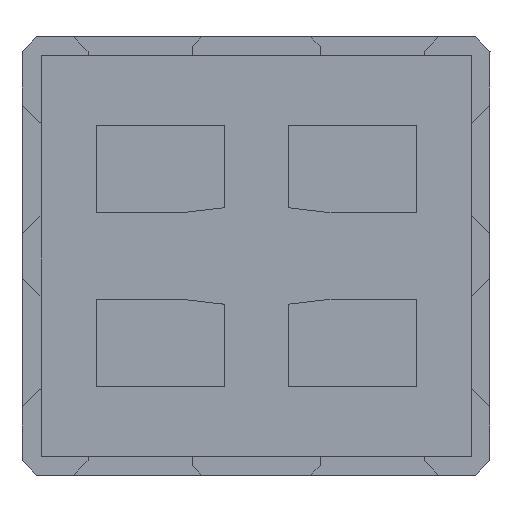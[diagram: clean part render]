
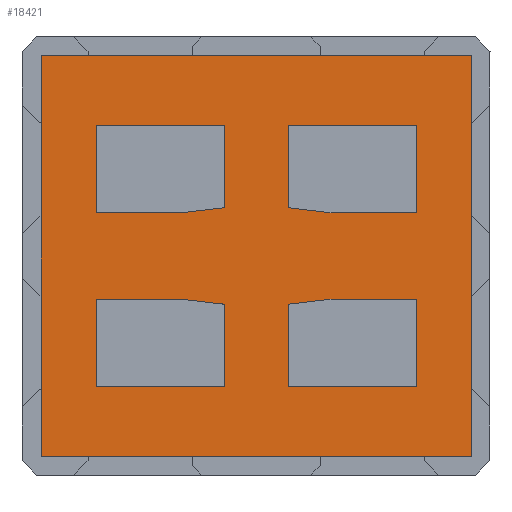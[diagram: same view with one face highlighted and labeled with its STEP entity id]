
A CAD part, front view. The second image highlights one B-rep face of the part: STEP entity #18421.
In plain terms, the highlighted planar face has unit normal (0, -1, 0).
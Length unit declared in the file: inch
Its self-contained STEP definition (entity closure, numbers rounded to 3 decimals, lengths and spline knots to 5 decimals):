
#7775=DIRECTION('',(0.,0.,-1.));
#7776=VECTOR('',#7775,8.981);
#7777=CARTESIAN_POINT('',(-16.435,0.,-4.422));
#7778=LINE('',#7777,#7776);
#7779=DIRECTION('',(1.,0.,0.));
#7780=VECTOR('',#7779,13.15);
#7781=CARTESIAN_POINT('',(-16.435,0.,-13.403));
#7782=LINE('',#7781,#7780);
#7783=DIRECTION('',(0.,0.,1.));
#7784=VECTOR('',#7783,8.451);
#7785=CARTESIAN_POINT('',(-3.285,0.,-13.403));
#7786=LINE('',#7785,#7784);
#7787=DIRECTION('',(-0.993,0.,0.117));
#7788=VECTOR('',#7787,4.5311);
#7789=CARTESIAN_POINT('',(-3.285,0.,-4.952));
#7790=LINE('',#7789,#7788);
#7791=DIRECTION('',(-1.,0.,0.));
#7792=VECTOR('',#7791,8.65);
#7793=CARTESIAN_POINT('',(-7.785,0.,-4.422));
#7794=LINE('',#7793,#7792);
#7795=DIRECTION('',(-1.,0.,0.));
#7796=VECTOR('',#7795,8.65);
#7797=CARTESIAN_POINT('',(16.435,0.,-4.422));
#7798=LINE('',#7797,#7796);
#7799=DIRECTION('',(-0.993,0.,-0.117));
#7800=VECTOR('',#7799,4.5311);
#7801=CARTESIAN_POINT('',(7.785,0.,-4.422));
#7802=LINE('',#7801,#7800);
#7803=DIRECTION('',(0.,0.,-1.));
#7804=VECTOR('',#7803,8.451);
#7805=CARTESIAN_POINT('',(3.285,0.,-4.952));
#7806=LINE('',#7805,#7804);
#7807=DIRECTION('',(1.,0.,0.));
#7808=VECTOR('',#7807,13.15);
#7809=CARTESIAN_POINT('',(3.285,0.,-13.403));
#7810=LINE('',#7809,#7808);
#7811=DIRECTION('',(0.,0.,1.));
#7812=VECTOR('',#7811,8.981);
#7813=CARTESIAN_POINT('',(16.435,0.,-13.403));
#7814=LINE('',#7813,#7812);
#7815=DIRECTION('',(1.,0.,0.));
#7816=VECTOR('',#7815,8.65);
#7817=CARTESIAN_POINT('',(-16.435,0.,4.422));
#7818=LINE('',#7817,#7816);
#7819=DIRECTION('',(0.993,0.,0.117));
#7820=VECTOR('',#7819,4.5311);
#7821=CARTESIAN_POINT('',(-7.785,0.,4.422));
#7822=LINE('',#7821,#7820);
#7823=DIRECTION('',(0.,0.,1.));
#7824=VECTOR('',#7823,8.451);
#7825=CARTESIAN_POINT('',(-3.285,0.,4.952));
#7826=LINE('',#7825,#7824);
#7827=DIRECTION('',(-1.,0.,0.));
#7828=VECTOR('',#7827,13.15);
#7829=CARTESIAN_POINT('',(-3.285,0.,13.403));
#7830=LINE('',#7829,#7828);
#7831=DIRECTION('',(0.,0.,-1.));
#7832=VECTOR('',#7831,8.981);
#7833=CARTESIAN_POINT('',(-16.435,0.,13.403));
#7834=LINE('',#7833,#7832);
#7835=DIRECTION('',(0.,0.,1.));
#7836=VECTOR('',#7835,8.981);
#7837=CARTESIAN_POINT('',(16.435,0.,4.422));
#7838=LINE('',#7837,#7836);
#7839=DIRECTION('',(-1.,0.,0.));
#7840=VECTOR('',#7839,13.15);
#7841=CARTESIAN_POINT('',(16.435,0.,13.403));
#7842=LINE('',#7841,#7840);
#7843=DIRECTION('',(0.,0.,-1.));
#7844=VECTOR('',#7843,8.451);
#7845=CARTESIAN_POINT('',(3.285,0.,13.403));
#7846=LINE('',#7845,#7844);
#7847=DIRECTION('',(0.993,0.,-0.117));
#7848=VECTOR('',#7847,4.5311);
#7849=CARTESIAN_POINT('',(3.285,0.,4.952));
#7850=LINE('',#7849,#7848);
#7851=DIRECTION('',(1.,0.,0.));
#7852=VECTOR('',#7851,8.65);
#7853=CARTESIAN_POINT('',(7.785,0.,4.422));
#7854=LINE('',#7853,#7852);
#7855=DIRECTION('',(0.,0.,-1.));
#7856=VECTOR('',#7855,41.15);
#7857=CARTESIAN_POINT('',(22.0625,0.,20.575));
#7858=LINE('',#7857,#7856);
#7859=DIRECTION('',(-1.,0.,0.));
#7860=VECTOR('',#7859,44.125);
#7861=CARTESIAN_POINT('',(22.0625,0.,-20.575));
#7862=LINE('',#7861,#7860);
#7863=DIRECTION('',(0.,0.,1.));
#7864=VECTOR('',#7863,41.15);
#7865=CARTESIAN_POINT('',(-22.0625,0.,-20.575));
#7866=LINE('',#7865,#7864);
#7867=DIRECTION('',(1.,0.,0.));
#7868=VECTOR('',#7867,44.125);
#7869=CARTESIAN_POINT('',(-22.0625,0.,20.575));
#7870=LINE('',#7869,#7868);
#8899=CARTESIAN_POINT('',(22.0625,0.,20.575));
#8900=CARTESIAN_POINT('',(22.0625,0.,-20.575));
#8901=VERTEX_POINT('',#8899);
#8902=VERTEX_POINT('',#8900);
#8903=CARTESIAN_POINT('',(-22.0625,0.,-20.575));
#8904=VERTEX_POINT('',#8903);
#8905=CARTESIAN_POINT('',(-22.0625,0.,20.575));
#8906=VERTEX_POINT('',#8905);
#8939=CARTESIAN_POINT('',(-16.435,0.,-4.422));
#8940=CARTESIAN_POINT('',(-16.435,0.,-13.403));
#8941=VERTEX_POINT('',#8939);
#8942=VERTEX_POINT('',#8940);
#8943=CARTESIAN_POINT('',(-3.285,0.,-13.403));
#8944=VERTEX_POINT('',#8943);
#8945=CARTESIAN_POINT('',(-3.285,0.,-4.952));
#8946=VERTEX_POINT('',#8945);
#8947=CARTESIAN_POINT('',(-7.785,0.,-4.422));
#8948=VERTEX_POINT('',#8947);
#8949=CARTESIAN_POINT('',(16.435,0.,-4.422));
#8950=CARTESIAN_POINT('',(7.785,0.,-4.422));
#8951=VERTEX_POINT('',#8949);
#8952=VERTEX_POINT('',#8950);
#8953=CARTESIAN_POINT('',(3.285,0.,-4.952));
#8954=VERTEX_POINT('',#8953);
#8955=CARTESIAN_POINT('',(3.285,0.,-13.403));
#8956=VERTEX_POINT('',#8955);
#8957=CARTESIAN_POINT('',(16.435,0.,-13.403));
#8958=VERTEX_POINT('',#8957);
#8959=CARTESIAN_POINT('',(-16.435,0.,4.422));
#8960=CARTESIAN_POINT('',(-7.785,0.,4.422));
#8961=VERTEX_POINT('',#8959);
#8962=VERTEX_POINT('',#8960);
#8963=CARTESIAN_POINT('',(-3.285,0.,4.952));
#8964=VERTEX_POINT('',#8963);
#8965=CARTESIAN_POINT('',(-3.285,0.,13.403));
#8966=VERTEX_POINT('',#8965);
#8967=CARTESIAN_POINT('',(-16.435,0.,13.403));
#8968=VERTEX_POINT('',#8967);
#8969=CARTESIAN_POINT('',(16.435,0.,4.422));
#8970=CARTESIAN_POINT('',(16.435,0.,13.403));
#8971=VERTEX_POINT('',#8969);
#8972=VERTEX_POINT('',#8970);
#8973=CARTESIAN_POINT('',(3.285,0.,13.403));
#8974=VERTEX_POINT('',#8973);
#8975=CARTESIAN_POINT('',(3.285,0.,4.952));
#8976=VERTEX_POINT('',#8975);
#8977=CARTESIAN_POINT('',(7.785,0.,4.422));
#8978=VERTEX_POINT('',#8977);
#18359=CARTESIAN_POINT('',(0.,0.,0.));
#18360=DIRECTION('',(0.,1.,0.));
#18361=DIRECTION('',(1.,0.,0.));
#18362=AXIS2_PLACEMENT_3D('',#18359,#18360,#18361);
#18363=PLANE('',#18362);
#18364=ORIENTED_EDGE('',*,*,#18339,.T.);
#18366=ORIENTED_EDGE('',*,*,#18365,.T.);
#18368=ORIENTED_EDGE('',*,*,#18367,.T.);
#18370=ORIENTED_EDGE('',*,*,#18369,.T.);
#18371=EDGE_LOOP('',(#18364,#18366,#18368,#18370));
#18372=FACE_OUTER_BOUND('',#18371,.F.);
#18374=ORIENTED_EDGE('',*,*,#18373,.T.);
#18376=ORIENTED_EDGE('',*,*,#18375,.T.);
#18378=ORIENTED_EDGE('',*,*,#18377,.T.);
#18380=ORIENTED_EDGE('',*,*,#18379,.T.);
#18382=ORIENTED_EDGE('',*,*,#18381,.T.);
#18383=EDGE_LOOP('',(#18374,#18376,#18378,#18380,#18382));
#18384=FACE_BOUND('',#18383,.F.);
#18386=ORIENTED_EDGE('',*,*,#18385,.T.);
#18388=ORIENTED_EDGE('',*,*,#18387,.T.);
#18390=ORIENTED_EDGE('',*,*,#18389,.T.);
#18392=ORIENTED_EDGE('',*,*,#18391,.T.);
#18394=ORIENTED_EDGE('',*,*,#18393,.T.);
#18395=EDGE_LOOP('',(#18386,#18388,#18390,#18392,#18394));
#18396=FACE_BOUND('',#18395,.F.);
#18398=ORIENTED_EDGE('',*,*,#18397,.T.);
#18400=ORIENTED_EDGE('',*,*,#18399,.T.);
#18402=ORIENTED_EDGE('',*,*,#18401,.T.);
#18404=ORIENTED_EDGE('',*,*,#18403,.T.);
#18406=ORIENTED_EDGE('',*,*,#18405,.T.);
#18407=EDGE_LOOP('',(#18398,#18400,#18402,#18404,#18406));
#18408=FACE_BOUND('',#18407,.F.);
#18410=ORIENTED_EDGE('',*,*,#18409,.T.);
#18412=ORIENTED_EDGE('',*,*,#18411,.T.);
#18414=ORIENTED_EDGE('',*,*,#18413,.T.);
#18416=ORIENTED_EDGE('',*,*,#18415,.T.);
#18418=ORIENTED_EDGE('',*,*,#18417,.T.);
#18419=EDGE_LOOP('',(#18410,#18412,#18414,#18416,#18418));
#18420=FACE_BOUND('',#18419,.F.);
#18421=ADVANCED_FACE('',(#18372,#18384,#18396,#18408,#18420),#18363,.F.);
#18339=EDGE_CURVE('',#8901,#8902,#7858,.T.);
#18365=EDGE_CURVE('',#8902,#8904,#7862,.T.);
#18367=EDGE_CURVE('',#8904,#8906,#7866,.T.);
#18369=EDGE_CURVE('',#8906,#8901,#7870,.T.);
#18373=EDGE_CURVE('',#8951,#8952,#7798,.T.);
#18375=EDGE_CURVE('',#8952,#8954,#7802,.T.);
#18377=EDGE_CURVE('',#8954,#8956,#7806,.T.);
#18379=EDGE_CURVE('',#8956,#8958,#7810,.T.);
#18381=EDGE_CURVE('',#8958,#8951,#7814,.T.);
#18385=EDGE_CURVE('',#8961,#8962,#7818,.T.);
#18387=EDGE_CURVE('',#8962,#8964,#7822,.T.);
#18389=EDGE_CURVE('',#8964,#8966,#7826,.T.);
#18391=EDGE_CURVE('',#8966,#8968,#7830,.T.);
#18393=EDGE_CURVE('',#8968,#8961,#7834,.T.);
#18397=EDGE_CURVE('',#8971,#8972,#7838,.T.);
#18399=EDGE_CURVE('',#8972,#8974,#7842,.T.);
#18401=EDGE_CURVE('',#8974,#8976,#7846,.T.);
#18403=EDGE_CURVE('',#8976,#8978,#7850,.T.);
#18405=EDGE_CURVE('',#8978,#8971,#7854,.T.);
#18409=EDGE_CURVE('',#8941,#8942,#7778,.T.);
#18411=EDGE_CURVE('',#8942,#8944,#7782,.T.);
#18413=EDGE_CURVE('',#8944,#8946,#7786,.T.);
#18415=EDGE_CURVE('',#8946,#8948,#7790,.T.);
#18417=EDGE_CURVE('',#8948,#8941,#7794,.T.);
